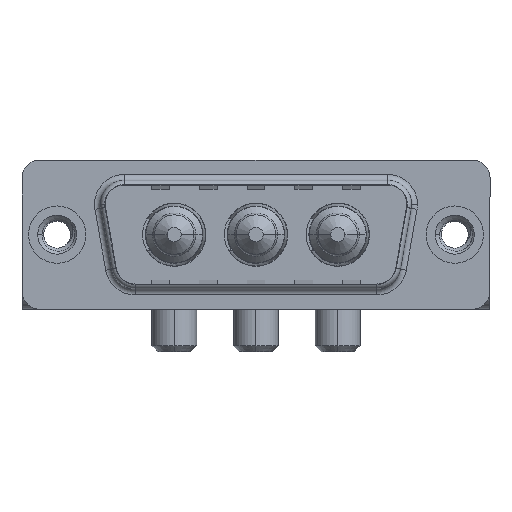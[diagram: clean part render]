
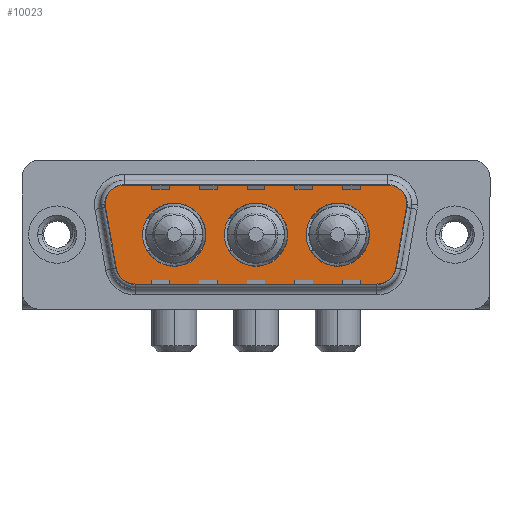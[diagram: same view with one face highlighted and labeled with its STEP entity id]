
A CAD part, top view. The second image highlights one B-rep face of the part: STEP entity #10023.
In plain terms, the highlighted planar face has unit normal (0, 0, 1).
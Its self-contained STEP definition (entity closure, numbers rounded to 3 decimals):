
#124 = DIRECTION ( 'NONE',  ( 1., 0., 0. ) ) ;
#242 = DIRECTION ( 'NONE',  ( 1., 0., 0. ) ) ;
#286 = DIRECTION ( 'NONE',  ( -1., 0., 0. ) ) ;
#316 = EDGE_CURVE ( 'NONE', #8642, #8121, #1517, .T. ) ;
#372 = VERTEX_POINT ( 'NONE', #3075 ) ;
#428 = CARTESIAN_POINT ( 'NONE',  ( 27.889, 2.9, 0. ) ) ;
#438 = DIRECTION ( 'NONE',  ( 0.174, 0.985, 0. ) ) ;
#631 = ORIENTED_EDGE ( 'NONE', *, *, #1783, .F. ) ;
#634 = ORIENTED_EDGE ( 'NONE', *, *, #9539, .T. ) ;
#817 = DIRECTION ( 'NONE',  ( 1., 0., 0. ) ) ;
#850 = AXIS2_PLACEMENT_3D ( 'NONE', #9078, #12284, #13283 ) ;
#991 = EDGE_CURVE ( 'NONE', #11501, #1397, #4638, .T. ) ;
#1035 = DIRECTION ( 'NONE',  ( 0., 0., 1. ) ) ;
#1165 = ORIENTED_EDGE ( 'NONE', *, *, #2502, .T. ) ;
#1257 = ORIENTED_EDGE ( 'NONE', *, *, #5423, .F. ) ;
#1397 = VERTEX_POINT ( 'NONE', #2714 ) ;
#1517 = CIRCLE ( 'NONE', #11106, 2. ) ;
#1565 = EDGE_CURVE ( 'NONE', #7817, #7391, #6436, .T. ) ;
#1783 = EDGE_CURVE ( 'NONE', #6626, #372, #11367, .T. ) ;
#2067 = CARTESIAN_POINT ( 'NONE',  ( 9.8, 0., 0. ) ) ;
#2222 = FACE_BOUND ( 'NONE', #12404, .T. ) ;
#2355 = CARTESIAN_POINT ( 'NONE',  ( 23.5, 0., 0. ) ) ;
#2383 = ORIENTED_EDGE ( 'NONE', *, *, #13281, .T. ) ;
#2389 = DIRECTION ( 'NONE',  ( 0., 0., 1. ) ) ;
#2474 = VECTOR ( 'NONE', #12652, 1000. ) ;
#2502 = EDGE_CURVE ( 'NONE', #3839, #12290, #6020, .T. ) ;
#2681 = AXIS2_PLACEMENT_3D ( 'NONE', #13660, #7079, #11346 ) ;
#2714 = CARTESIAN_POINT ( 'NONE',  ( 3.441, 2.553, 0. ) ) ;
#2810 = EDGE_CURVE ( 'NONE', #372, #6626, #9827, .T. ) ;
#2901 = EDGE_LOOP ( 'NONE', ( #3039, #11921, #634, #2383, #6645, #7132, #4480, #1165, #12712 ) ) ;
#2922 = CARTESIAN_POINT ( 'NONE',  ( 16.65, 0., 0. ) ) ;
#3039 = ORIENTED_EDGE ( 'NONE', *, *, #316, .T. ) ;
#3059 = DIRECTION ( 'NONE',  ( 1., 0., 0. ) ) ;
#3075 = CARTESIAN_POINT ( 'NONE',  ( 26.15, 0., 0. ) ) ;
#3097 = CARTESIAN_POINT ( 'NONE',  ( 20.85, 0., 0. ) ) ;
#3121 = EDGE_CURVE ( 'NONE', #6597, #11501, #5294, .T. ) ;
#3232 = CARTESIAN_POINT ( 'NONE',  ( 16.65, 0., 0. ) ) ;
#3275 = ORIENTED_EDGE ( 'NONE', *, *, #1565, .F. ) ;
#3522 = CARTESIAN_POINT ( 'NONE',  ( 4.464, -3.247, 0. ) ) ;
#3794 = EDGE_CURVE ( 'NONE', #8121, #5641, #12127, .T. ) ;
#3839 = VERTEX_POINT ( 'NONE', #3522 ) ;
#3894 = ORIENTED_EDGE ( 'NONE', *, *, #12626, .F. ) ;
#4033 = DIRECTION ( 'NONE',  ( 0., 0., 1. ) ) ;
#4035 = DIRECTION ( 'NONE',  ( 0.174, -0.985, 0. ) ) ;
#4038 = AXIS2_PLACEMENT_3D ( 'NONE', #3232, #4550, #13089 ) ;
#4106 = LINE ( 'NONE', #5009, #9211 ) ;
#4192 = CARTESIAN_POINT ( 'NONE',  ( 5.411, 4.9, 0. ) ) ;
#4259 = EDGE_CURVE ( 'NONE', #12290, #8642, #6500, .T. ) ;
#4343 = DIRECTION ( 'NONE',  ( -1., 0., 0. ) ) ;
#4480 = ORIENTED_EDGE ( 'NONE', *, *, #6176, .T. ) ;
#4530 = CARTESIAN_POINT ( 'NONE',  ( 7.15, 0., 0. ) ) ;
#4546 = CIRCLE ( 'NONE', #4766, 2. ) ;
#4550 = DIRECTION ( 'NONE',  ( 0., 0., 1. ) ) ;
#4638 = CIRCLE ( 'NONE', #850, 2. ) ;
#4766 = AXIS2_PLACEMENT_3D ( 'NONE', #9727, #8408, #4343 ) ;
#4775 = CARTESIAN_POINT ( 'NONE',  ( 29.859, 2.553, 0. ) ) ;
#4859 = DIRECTION ( 'NONE',  ( 0., 0., 1. ) ) ;
#4925 = CARTESIAN_POINT ( 'NONE',  ( 12.45, 0., 0. ) ) ;
#5009 = CARTESIAN_POINT ( 'NONE',  ( 3.441, 2.553, 0. ) ) ;
#5110 = CARTESIAN_POINT ( 'NONE',  ( 27.889, 4.9, 0. ) ) ;
#5150 = FACE_BOUND ( 'NONE', #9445, .T. ) ;
#5181 = CARTESIAN_POINT ( 'NONE',  ( 6.434, -4.9, 0. ) ) ;
#5216 = AXIS2_PLACEMENT_3D ( 'NONE', #8525, #10550, #124 ) ;
#5227 = DIRECTION ( 'NONE',  ( 1., 0., 0. ) ) ;
#5294 = LINE ( 'NONE', #4192, #2474 ) ;
#5423 = EDGE_CURVE ( 'NONE', #7391, #7817, #10525, .T. ) ;
#5430 = CARTESIAN_POINT ( 'NONE',  ( 26.866, -2.9, 0. ) ) ;
#5456 = DIRECTION ( 'NONE',  ( 1., 0., 0. ) ) ;
#5641 = VERTEX_POINT ( 'NONE', #6780 ) ;
#5661 = DIRECTION ( 'NONE',  ( 1., 0., 0. ) ) ;
#5671 = DIRECTION ( 'NONE',  ( 0., 0., 1. ) ) ;
#5899 = VERTEX_POINT ( 'NONE', #4530 ) ;
#6020 = CIRCLE ( 'NONE', #2681, 2. ) ;
#6176 = EDGE_CURVE ( 'NONE', #1397, #3839, #4106, .T. ) ;
#6321 = DIRECTION ( 'NONE',  ( 0., 0., 1. ) ) ;
#6338 = FACE_BOUND ( 'NONE', #7097, .T. ) ;
#6436 = CIRCLE ( 'NONE', #9140, 2.65 ) ;
#6500 = LINE ( 'NONE', #5181, #8940 ) ;
#6597 = VERTEX_POINT ( 'NONE', #5110 ) ;
#6606 = CARTESIAN_POINT ( 'NONE',  ( 29.889, 2.9, 0. ) ) ;
#6626 = VERTEX_POINT ( 'NONE', #3097 ) ;
#6645 = ORIENTED_EDGE ( 'NONE', *, *, #3121, .T. ) ;
#6780 = CARTESIAN_POINT ( 'NONE',  ( 29.859, 2.553, 0. ) ) ;
#7033 = AXIS2_PLACEMENT_3D ( 'NONE', #428, #5671, #286 ) ;
#7079 = DIRECTION ( 'NONE',  ( 0., 0., 1. ) ) ;
#7097 = EDGE_LOOP ( 'NONE', ( #7782, #3894 ) ) ;
#7132 = ORIENTED_EDGE ( 'NONE', *, *, #991, .T. ) ;
#7391 = VERTEX_POINT ( 'NONE', #13422 ) ;
#7782 = ORIENTED_EDGE ( 'NONE', *, *, #10961, .F. ) ;
#7817 = VERTEX_POINT ( 'NONE', #13341 ) ;
#7821 = AXIS2_PLACEMENT_3D ( 'NONE', #11973, #2389, #5661 ) ;
#8121 = VERTEX_POINT ( 'NONE', #10697 ) ;
#8156 = CIRCLE ( 'NONE', #11275, 2.65 ) ;
#8392 = PLANE ( 'NONE',  #5216 ) ;
#8408 = DIRECTION ( 'NONE',  ( 0., 0., 1. ) ) ;
#8525 = CARTESIAN_POINT ( 'NONE',  ( 26.866, -2.9, 0. ) ) ;
#8642 = VERTEX_POINT ( 'NONE', #9506 ) ;
#8827 = VERTEX_POINT ( 'NONE', #6606 ) ;
#8862 = VERTEX_POINT ( 'NONE', #4925 ) ;
#8940 = VECTOR ( 'NONE', #5456, 1000. ) ;
#9078 = CARTESIAN_POINT ( 'NONE',  ( 5.411, 2.9, 0. ) ) ;
#9140 = AXIS2_PLACEMENT_3D ( 'NONE', #2922, #4033, #3059 ) ;
#9211 = VECTOR ( 'NONE', #4035, 1000. ) ;
#9444 = DIRECTION ( 'NONE',  ( 0., 0., 1. ) ) ;
#9445 = EDGE_LOOP ( 'NONE', ( #1257, #3275 ) ) ;
#9506 = CARTESIAN_POINT ( 'NONE',  ( 26.866, -4.9, 0. ) ) ;
#9539 = EDGE_CURVE ( 'NONE', #5641, #8827, #4546, .T. ) ;
#9727 = CARTESIAN_POINT ( 'NONE',  ( 27.889, 2.9, 0. ) ) ;
#9806 = AXIS2_PLACEMENT_3D ( 'NONE', #2355, #1035, #242 ) ;
#9827 = CIRCLE ( 'NONE', #7821, 2.65 ) ;
#10023 = ADVANCED_FACE ( 'NONE', ( #5150, #2222, #6338, #12573 ), #8392, .T. ) ;
#10276 = VECTOR ( 'NONE', #438, 1000. ) ;
#10401 = CARTESIAN_POINT ( 'NONE',  ( 9.8, 0., 0. ) ) ;
#10525 = CIRCLE ( 'NONE', #4038, 2.65 ) ;
#10550 = DIRECTION ( 'NONE',  ( 0., 0., 1. ) ) ;
#10602 = DIRECTION ( 'NONE',  ( 1., 0., 0. ) ) ;
#10697 = CARTESIAN_POINT ( 'NONE',  ( 28.836, -3.247, 0. ) ) ;
#10961 = EDGE_CURVE ( 'NONE', #8862, #5899, #8156, .T. ) ;
#11106 = AXIS2_PLACEMENT_3D ( 'NONE', #5430, #9444, #5227 ) ;
#11275 = AXIS2_PLACEMENT_3D ( 'NONE', #10401, #4859, #817 ) ;
#11277 = CIRCLE ( 'NONE', #7033, 2. ) ;
#11346 = DIRECTION ( 'NONE',  ( -1., 0., 0. ) ) ;
#11367 = CIRCLE ( 'NONE', #9806, 2.65 ) ;
#11501 = VERTEX_POINT ( 'NONE', #12130 ) ;
#11876 = CIRCLE ( 'NONE', #13269, 2.65 ) ;
#11921 = ORIENTED_EDGE ( 'NONE', *, *, #3794, .T. ) ;
#11973 = CARTESIAN_POINT ( 'NONE',  ( 23.5, 0., 0. ) ) ;
#12127 = LINE ( 'NONE', #4775, #10276 ) ;
#12130 = CARTESIAN_POINT ( 'NONE',  ( 5.411, 4.9, 0. ) ) ;
#12284 = DIRECTION ( 'NONE',  ( 0., 0., 1. ) ) ;
#12290 = VERTEX_POINT ( 'NONE', #12727 ) ;
#12404 = EDGE_LOOP ( 'NONE', ( #12679, #631 ) ) ;
#12573 = FACE_OUTER_BOUND ( 'NONE', #2901, .T. ) ;
#12626 = EDGE_CURVE ( 'NONE', #5899, #8862, #11876, .T. ) ;
#12652 = DIRECTION ( 'NONE',  ( -1., 0., 0. ) ) ;
#12679 = ORIENTED_EDGE ( 'NONE', *, *, #2810, .F. ) ;
#12712 = ORIENTED_EDGE ( 'NONE', *, *, #4259, .T. ) ;
#12727 = CARTESIAN_POINT ( 'NONE',  ( 6.434, -4.9, 0. ) ) ;
#13089 = DIRECTION ( 'NONE',  ( 1., 0., 0. ) ) ;
#13269 = AXIS2_PLACEMENT_3D ( 'NONE', #2067, #6321, #10602 ) ;
#13281 = EDGE_CURVE ( 'NONE', #8827, #6597, #11277, .T. ) ;
#13283 = DIRECTION ( 'NONE',  ( 1., 0., 0. ) ) ;
#13341 = CARTESIAN_POINT ( 'NONE',  ( 14., 0., 0. ) ) ;
#13422 = CARTESIAN_POINT ( 'NONE',  ( 19.3, 0., 0. ) ) ;
#13660 = CARTESIAN_POINT ( 'NONE',  ( 6.434, -2.9, 0. ) ) ;
